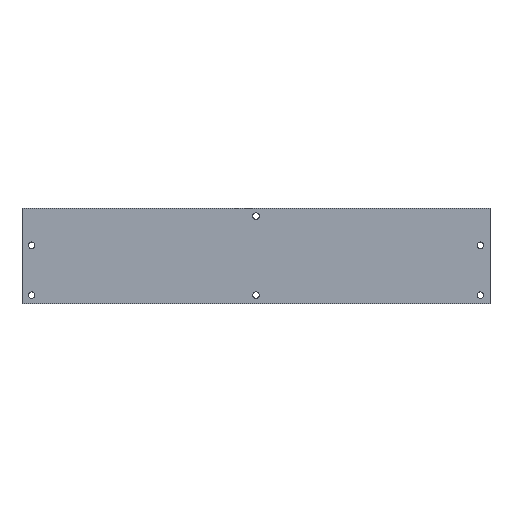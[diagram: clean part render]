
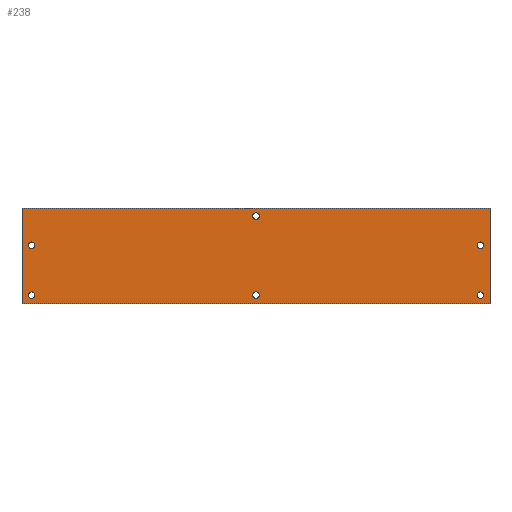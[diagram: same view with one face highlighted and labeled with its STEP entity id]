
A CAD part, top view. The second image highlights one B-rep face of the part: STEP entity #238.
In plain terms, the highlighted planar face has unit normal (0, 0, 1).
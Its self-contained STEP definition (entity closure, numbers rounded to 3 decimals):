
#27=FACE_BOUND('',#69,.T.);
#28=FACE_BOUND('',#70,.T.);
#29=FACE_BOUND('',#71,.T.);
#30=FACE_BOUND('',#72,.T.);
#31=FACE_BOUND('',#73,.T.);
#32=FACE_BOUND('',#74,.T.);
#39=CIRCLE('',#271,4.25);
#40=CIRCLE('',#272,4.25);
#41=CIRCLE('',#273,4.25);
#42=CIRCLE('',#274,4.25);
#43=CIRCLE('',#275,4.25);
#44=CIRCLE('',#276,4.25);
#50=FACE_OUTER_BOUND('',#68,.T.);
#68=EDGE_LOOP('',(#193,#194,#195,#196));
#69=EDGE_LOOP('',(#197));
#70=EDGE_LOOP('',(#198));
#71=EDGE_LOOP('',(#199));
#72=EDGE_LOOP('',(#200));
#73=EDGE_LOOP('',(#201));
#74=EDGE_LOOP('',(#202));
#84=LINE('',#360,#102);
#88=LINE('',#381,#106);
#90=LINE('',#385,#108);
#92=LINE('',#388,#110);
#102=VECTOR('',#290,10.);
#106=VECTOR('',#310,10.);
#108=VECTOR('',#314,10.);
#110=VECTOR('',#318,10.);
#118=VERTEX_POINT('',#354);
#120=VERTEX_POINT('',#358);
#129=VERTEX_POINT('',#380);
#130=VERTEX_POINT('',#384);
#131=VERTEX_POINT('',#390);
#132=VERTEX_POINT('',#392);
#133=VERTEX_POINT('',#394);
#134=VERTEX_POINT('',#396);
#135=VERTEX_POINT('',#398);
#136=VERTEX_POINT('',#400);
#140=EDGE_CURVE('',#118,#120,#84,.T.);
#150=EDGE_CURVE('',#129,#118,#88,.T.);
#152=EDGE_CURVE('',#130,#129,#90,.T.);
#154=EDGE_CURVE('',#120,#130,#92,.T.);
#155=EDGE_CURVE('',#131,#131,#39,.T.);
#156=EDGE_CURVE('',#132,#132,#40,.T.);
#157=EDGE_CURVE('',#133,#133,#41,.T.);
#158=EDGE_CURVE('',#134,#134,#42,.T.);
#159=EDGE_CURVE('',#135,#135,#43,.T.);
#160=EDGE_CURVE('',#136,#136,#44,.T.);
#193=ORIENTED_EDGE('',*,*,#140,.T.);
#194=ORIENTED_EDGE('',*,*,#154,.T.);
#195=ORIENTED_EDGE('',*,*,#152,.T.);
#196=ORIENTED_EDGE('',*,*,#150,.T.);
#197=ORIENTED_EDGE('',*,*,#155,.T.);
#198=ORIENTED_EDGE('',*,*,#156,.T.);
#199=ORIENTED_EDGE('',*,*,#157,.T.);
#200=ORIENTED_EDGE('',*,*,#158,.T.);
#201=ORIENTED_EDGE('',*,*,#159,.T.);
#202=ORIENTED_EDGE('',*,*,#160,.T.);
#232=PLANE('',#270);
#238=ADVANCED_FACE('',(#50,#27,#28,#29,#30,#31,#32),#232,.T.);
#270=AXIS2_PLACEMENT_3D('',#389,#319,#320);
#271=AXIS2_PLACEMENT_3D('',#391,#321,#322);
#272=AXIS2_PLACEMENT_3D('',#393,#323,#324);
#273=AXIS2_PLACEMENT_3D('',#395,#325,#326);
#274=AXIS2_PLACEMENT_3D('',#397,#327,#328);
#275=AXIS2_PLACEMENT_3D('',#399,#329,#330);
#276=AXIS2_PLACEMENT_3D('',#401,#331,#332);
#290=DIRECTION('',(1.,0.,0.));
#310=DIRECTION('',(0.,-1.,0.));
#314=DIRECTION('',(-1.,0.,0.));
#318=DIRECTION('',(0.,1.,0.));
#319=DIRECTION('center_axis',(0.,0.,1.));
#320=DIRECTION('ref_axis',(1.,0.,0.));
#321=DIRECTION('center_axis',(0.,0.,-1.));
#322=DIRECTION('ref_axis',(-1.,0.,0.));
#323=DIRECTION('center_axis',(0.,0.,-1.));
#324=DIRECTION('ref_axis',(-1.,0.,0.));
#325=DIRECTION('center_axis',(0.,0.,-1.));
#326=DIRECTION('ref_axis',(-1.,0.,0.));
#327=DIRECTION('center_axis',(0.,0.,-1.));
#328=DIRECTION('ref_axis',(-1.,0.,0.));
#329=DIRECTION('center_axis',(0.,0.,-1.));
#330=DIRECTION('ref_axis',(-1.,0.,0.));
#331=DIRECTION('center_axis',(0.,0.,-1.));
#332=DIRECTION('ref_axis',(-1.,0.,0.));
#354=CARTESIAN_POINT('',(-305.,-61.5,3.));
#358=CARTESIAN_POINT('',(305.,-61.5,3.));
#360=CARTESIAN_POINT('',(-155.,-61.5,3.));
#380=CARTESIAN_POINT('',(-305.,62.5,3.));
#381=CARTESIAN_POINT('',(-305.,31.25,3.));
#384=CARTESIAN_POINT('',(305.,62.5,3.));
#385=CARTESIAN_POINT('',(-310.,62.5,3.));
#388=CARTESIAN_POINT('',(305.,-31.25,3.));
#389=CARTESIAN_POINT('Origin',(0.,0.,3.));
#390=CARTESIAN_POINT('',(4.25,-50.5,3.));
#391=CARTESIAN_POINT('Origin',(0.,-50.5,3.));
#392=CARTESIAN_POINT('',(4.25,52.5,3.));
#393=CARTESIAN_POINT('Origin',(0.,52.5,3.));
#394=CARTESIAN_POINT('',(-288.25,14.5,3.));
#395=CARTESIAN_POINT('Origin',(-292.5,14.5,3.));
#396=CARTESIAN_POINT('',(296.75,-50.5,3.));
#397=CARTESIAN_POINT('Origin',(292.5,-50.5,3.));
#398=CARTESIAN_POINT('',(-288.25,-50.5,3.));
#399=CARTESIAN_POINT('Origin',(-292.5,-50.5,3.));
#400=CARTESIAN_POINT('',(296.75,14.5,3.));
#401=CARTESIAN_POINT('Origin',(292.5,14.5,3.));
